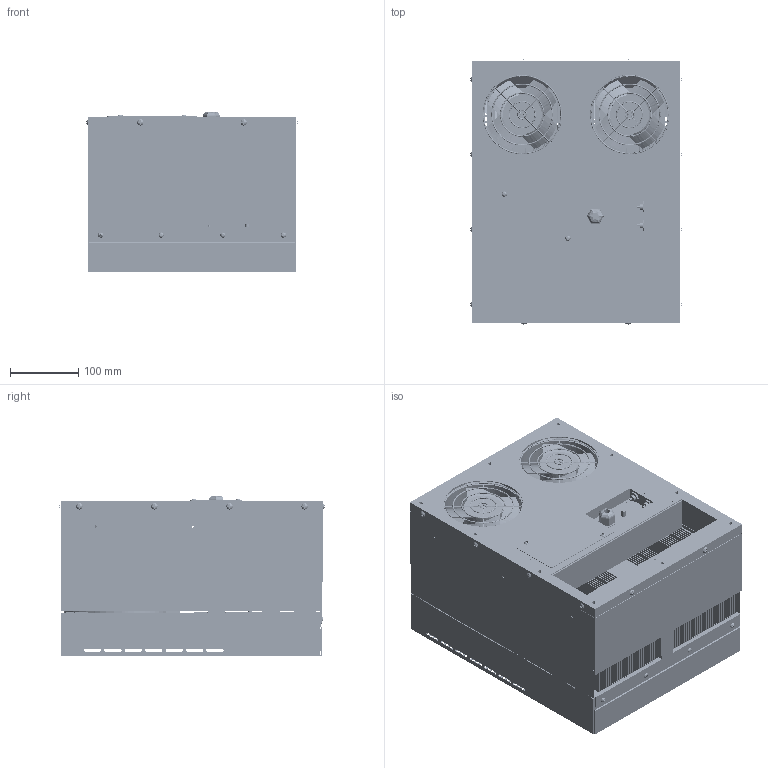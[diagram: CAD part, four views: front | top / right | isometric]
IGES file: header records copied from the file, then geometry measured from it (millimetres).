
Start section: SolidWorks IGES file using analytic representation for surfaces
Global section: file name: fhp-1501.IGS; native system: SolidWorks 2016; preprocessor: SolidWorks 2016; author: Afshin; date: 160511.093223; units: inch
Bounding box: 310.56 x 389.75 x 235.61 mm (x, y, z)
Surface area: 4317216.6 mm2 (no closed solid volume)
Topology: 0 solids, 0 shells, 2737 faces, 32767 edges, 32767 vertices
Faces by surface type: bspline 1567, revolution 1170
